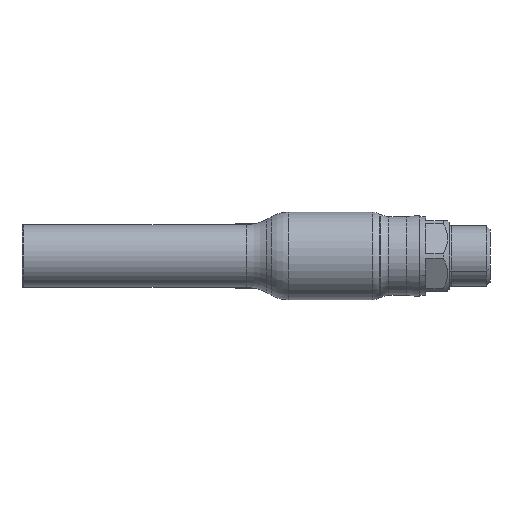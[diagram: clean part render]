
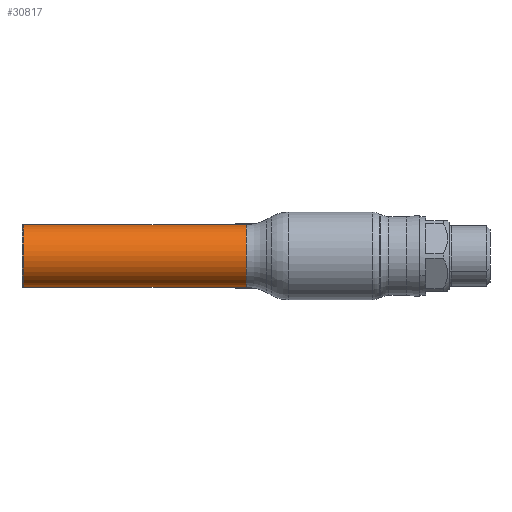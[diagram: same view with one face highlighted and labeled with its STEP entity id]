
A CAD part, front view. The second image highlights one B-rep face of the part: STEP entity #30817.
In plain terms, the highlighted cylindrical face has radius 10.65 mm (diameter 21.3 mm), a partial arc.
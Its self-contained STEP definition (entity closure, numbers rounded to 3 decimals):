
#2584 = CARTESIAN_POINT ( 'NONE',  ( -28.786, 0., 10.65 ) ) ;
#5713 = EDGE_CURVE ( 'NONE', #59082, #55557, #23688, .T. ) ;
#8174 = ORIENTED_EDGE ( 'NONE', *, *, #18638, .T. ) ;
#8935 = CARTESIAN_POINT ( 'NONE',  ( -28.786, 0., 0. ) ) ;
#9217 = VERTEX_POINT ( 'NONE', #19827 ) ;
#12573 = CYLINDRICAL_SURFACE ( 'NONE', #16418, 10.65 ) ;
#14971 = DIRECTION ( 'NONE',  ( -1., 0., 0. ) ) ;
#16418 = AXIS2_PLACEMENT_3D ( 'NONE', #22939, #17252, #37717 ) ;
#16968 = EDGE_CURVE ( 'NONE', #59082, #9217, #46810, .T. ) ;
#17252 = DIRECTION ( 'NONE',  ( -1., 0., 0. ) ) ;
#17598 = FACE_OUTER_BOUND ( 'NONE', #20135, .T. ) ;
#18638 = EDGE_CURVE ( 'NONE', #55557, #44595, #43043, .T. ) ;
#19397 = AXIS2_PLACEMENT_3D ( 'NONE', #33453, #35017, #48885 ) ;
#19740 = CARTESIAN_POINT ( 'NONE',  ( -105., 0., 10.65 ) ) ;
#19827 = CARTESIAN_POINT ( 'NONE',  ( -105., 0., -10.65 ) ) ;
#20135 = EDGE_LOOP ( 'NONE', ( #57366, #52343, #8174, #43174 ) ) ;
#22576 = DIRECTION ( 'NONE',  ( -1., 0., 0. ) ) ;
#22939 = CARTESIAN_POINT ( 'NONE',  ( -62.69, 0., 0. ) ) ;
#23688 = CIRCLE ( 'NONE', #32222, 10.65 ) ;
#27229 = EDGE_CURVE ( 'NONE', #9217, #44595, #30050, .T. ) ;
#30050 = CIRCLE ( 'NONE', #19397, 10.65 ) ;
#30817 = ADVANCED_FACE ( 'NONE', ( #17598 ), #12573, .T. ) ;
#32222 = AXIS2_PLACEMENT_3D ( 'NONE', #8935, #14971, #54853 ) ;
#33453 = CARTESIAN_POINT ( 'NONE',  ( -105., 0., 0. ) ) ;
#35017 = DIRECTION ( 'NONE',  ( -1., 0., 0. ) ) ;
#37717 = DIRECTION ( 'NONE',  ( 0., 0., 1. ) ) ;
#38074 = VECTOR ( 'NONE', #51152, 1000. ) ;
#38368 = CARTESIAN_POINT ( 'NONE',  ( -62.69, 0., 10.65 ) ) ;
#40951 = CARTESIAN_POINT ( 'NONE',  ( -28.786, 0., -10.65 ) ) ;
#43043 = LINE ( 'NONE', #38368, #53180 ) ;
#43174 = ORIENTED_EDGE ( 'NONE', *, *, #27229, .F. ) ;
#44595 = VERTEX_POINT ( 'NONE', #19740 ) ;
#46810 = LINE ( 'NONE', #56175, #38074 ) ;
#48885 = DIRECTION ( 'NONE',  ( 0., 0., 1. ) ) ;
#51152 = DIRECTION ( 'NONE',  ( -1., 0., 0. ) ) ;
#52343 = ORIENTED_EDGE ( 'NONE', *, *, #5713, .T. ) ;
#53180 = VECTOR ( 'NONE', #22576, 1000. ) ;
#54853 = DIRECTION ( 'NONE',  ( 0., 0., 1. ) ) ;
#55557 = VERTEX_POINT ( 'NONE', #2584 ) ;
#56175 = CARTESIAN_POINT ( 'NONE',  ( -62.69, 0., -10.65 ) ) ;
#57366 = ORIENTED_EDGE ( 'NONE', *, *, #16968, .F. ) ;
#59082 = VERTEX_POINT ( 'NONE', #40951 ) ;
